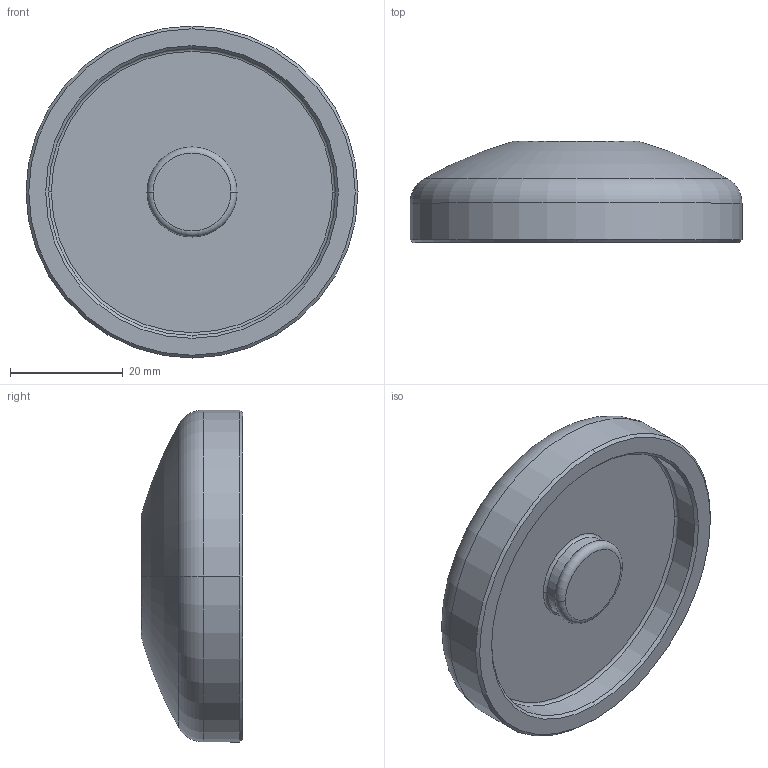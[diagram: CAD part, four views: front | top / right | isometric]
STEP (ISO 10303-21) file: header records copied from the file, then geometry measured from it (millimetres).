
FILE_DESCRIPTION (( 'STEP AP214' ), '1' );
FILE_NAME ('098d060e.STEP', '2014-08-11T11:49:54', ( '' ), ( '' ), 'SwSTEP 2.0', 'SolidWorks 2014', '' );
FILE_SCHEMA (( 'AUTOMOTIVE_DESIGN' ));
Length unit declared in the file: millimetre
Products named in the file (1): 098d060e
Bounding box: 59 x 18 x 59 mm (x, y, z)
Volume: 27401.5 mm3; surface area: 8736.8 mm2
Topology: 1 solids, 1 shells, 35 faces, 72 edges, 43 vertices
Faces by surface type: torus 12, cylinder 10, cone 6, plane 5, sphere 2
Entity records: 976 total; most frequent: DIRECTION 200, CARTESIAN_POINT 151, ORIENTED_EDGE 144, AXIS2_PLACEMENT_3D 92, EDGE_CURVE 72, CIRCLE 56, VERTEX_POINT 43, EDGE_LOOP 39
